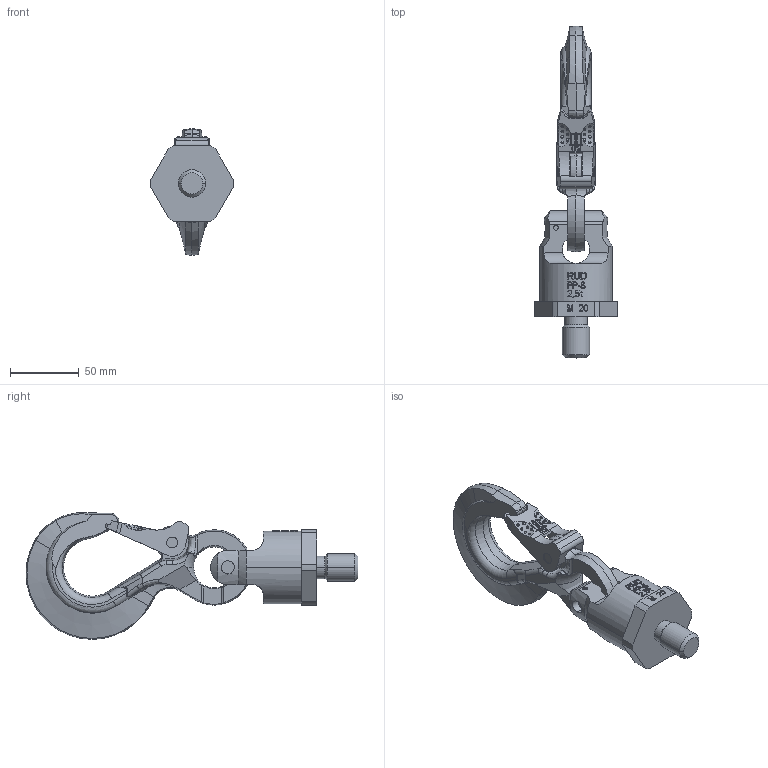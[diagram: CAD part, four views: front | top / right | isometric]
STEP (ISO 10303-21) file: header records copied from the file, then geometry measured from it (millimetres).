
FILE_DESCRIPTION((''),'2;1');
FILE_NAME('001-M31442-P21_ASM','2004-10-07T',('Leichs'),(''),'PRO/ENGINEER BY PARAMETRIC TECHNOLOGY CORPORATION, 2001400','PRO/ENGINEER BY PARAMETRIC TECHNOLOGY CORPORATION, 2001400','');
FILE_SCHEMA(('CONFIG_CONTROL_DESIGN'));
Length unit declared in the file: millimetre
Products named in the file (6): 001-M31442-005; 001-M31442-003; 001-M13022-001; 001-M31177-001; 001-M13022-002_ASM; 001-M31442-P21_ASM
Assembly tree (5 placements, depth 3):
  001-M31442-P21_ASM
    001-M31442-005
    001-M31442-003
    001-M13022-002_ASM
      001-M13022-001
      001-M31177-001
Bounding box: 60.98 x 242.3 x 92.48 mm (x, y, z)
Volume: 243939 mm3; surface area: 53475.5 mm2
Topology: 4 solids, 4 shells, 830 faces, 2308 edges, 1504 vertices
Faces by surface type: plane 603, cylinder 111, cone 42, sphere 30, bspline 26, torus 18
Entity records: 28711 total; most frequent: CARTESIAN_POINT 8333, ORIENTED_EDGE 4560, DIRECTION 3695, EDGE_CURVE 2280, VERTEX_POINT 1504, VECTOR 1327, LINE 1327, AXIS2_PLACEMENT_3D 1184
